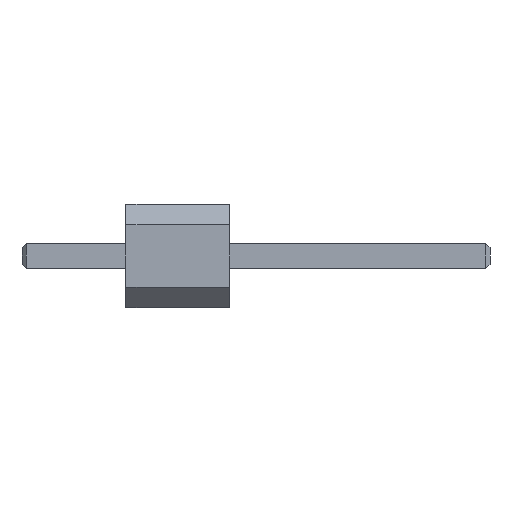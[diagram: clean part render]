
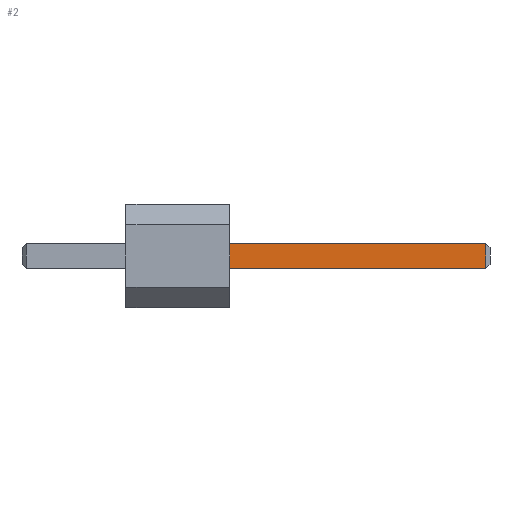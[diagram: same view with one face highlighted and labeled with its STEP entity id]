
A CAD part, front view. The second image highlights one B-rep face of the part: STEP entity #2.
In plain terms, the highlighted planar face has unit normal (0, -1, 0).
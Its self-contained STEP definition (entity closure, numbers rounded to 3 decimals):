
#2 = ADVANCED_FACE ( 'NONE', ( #1688 ), #1558, .F. ) ;
#22 = LINE ( 'NONE', #1488, #393 ) ;
#173 = VECTOR ( 'NONE', #1749, 1000. ) ;
#174 = DIRECTION ( 'NONE',  ( 0., 1., 0. ) ) ;
#293 = DIRECTION ( 'NONE',  ( 1., 0., 0. ) ) ;
#376 = ORIENTED_EDGE ( 'NONE', *, *, #1028, .F. ) ;
#393 = VECTOR ( 'NONE', #2169, 1000. ) ;
#399 = DIRECTION ( 'NONE',  ( 0., 0., -1. ) ) ;
#436 = EDGE_LOOP ( 'NONE', ( #376, #1116, #557, #547 ) ) ;
#547 = ORIENTED_EDGE ( 'NONE', *, *, #1916, .T. ) ;
#557 = ORIENTED_EDGE ( 'NONE', *, *, #1402, .F. ) ;
#822 = CARTESIAN_POINT ( 'NONE',  ( 2.54, -0.3, 1.57 ) ) ;
#873 = VERTEX_POINT ( 'NONE', #1170 ) ;
#898 = VECTOR ( 'NONE', #293, 1000. ) ;
#940 = CARTESIAN_POINT ( 'NONE',  ( 2.54, -0.3, 0.97 ) ) ;
#998 = CARTESIAN_POINT ( 'NONE',  ( -2.54, -0.3, 1.57 ) ) ;
#1023 = LINE ( 'NONE', #1975, #2174 ) ;
#1028 = EDGE_CURVE ( 'NONE', #1260, #1991, #1950, .T. ) ;
#1116 = ORIENTED_EDGE ( 'NONE', *, *, #1770, .T. ) ;
#1134 = CARTESIAN_POINT ( 'NONE',  ( 8.8, -0.3, 0.97 ) ) ;
#1170 = CARTESIAN_POINT ( 'NONE',  ( 8.8, -0.3, 1.57 ) ) ;
#1204 = DIRECTION ( 'NONE',  ( 0., 0., 1. ) ) ;
#1260 = VERTEX_POINT ( 'NONE', #1134 ) ;
#1380 = CARTESIAN_POINT ( 'NONE',  ( 0., -0.3, 0. ) ) ;
#1402 = EDGE_CURVE ( 'NONE', #2218, #873, #2216, .T. ) ;
#1488 = CARTESIAN_POINT ( 'NONE',  ( 8.8, -0.3, 0. ) ) ;
#1558 = PLANE ( 'NONE',  #1977 ) ;
#1599 = CARTESIAN_POINT ( 'NONE',  ( -2.54, -0.3, 0.97 ) ) ;
#1688 = FACE_OUTER_BOUND ( 'NONE', #436, .T. ) ;
#1749 = DIRECTION ( 'NONE',  ( -1., 0., 0. ) ) ;
#1770 = EDGE_CURVE ( 'NONE', #1260, #873, #22, .T. ) ;
#1916 = EDGE_CURVE ( 'NONE', #2218, #1991, #1023, .T. ) ;
#1950 = LINE ( 'NONE', #1599, #173 ) ;
#1975 = CARTESIAN_POINT ( 'NONE',  ( 2.54, -0.3, 0. ) ) ;
#1977 = AXIS2_PLACEMENT_3D ( 'NONE', #1380, #174, #1204 ) ;
#1991 = VERTEX_POINT ( 'NONE', #940 ) ;
#2169 = DIRECTION ( 'NONE',  ( 0., 0., 1. ) ) ;
#2174 = VECTOR ( 'NONE', #399, 1000. ) ;
#2216 = LINE ( 'NONE', #998, #898 ) ;
#2218 = VERTEX_POINT ( 'NONE', #822 ) ;
